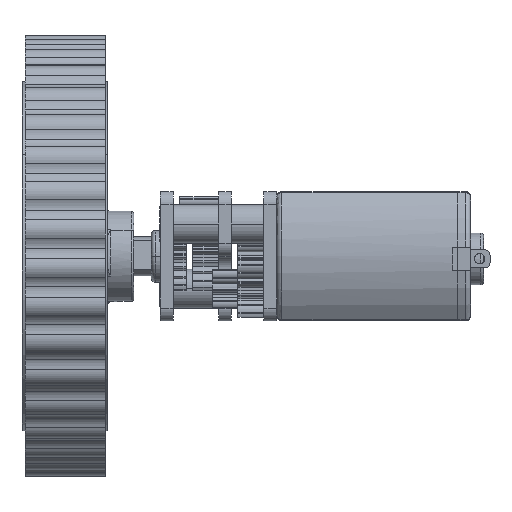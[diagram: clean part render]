
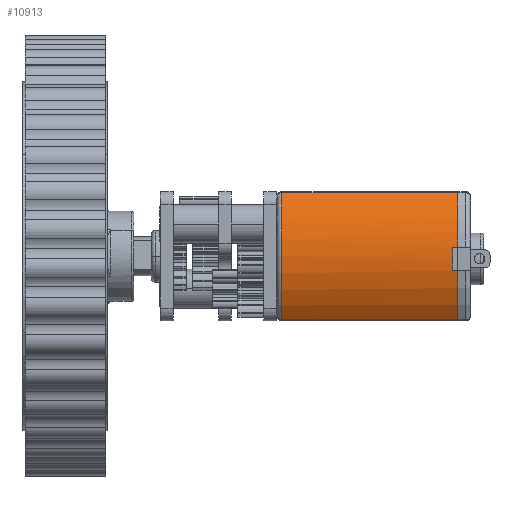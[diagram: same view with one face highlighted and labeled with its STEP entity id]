
A CAD part, front view. The second image highlights one B-rep face of the part: STEP entity #10913.
In plain terms, the highlighted cylindrical face has radius 8.06 mm (diameter 16.12 mm), a partial arc.
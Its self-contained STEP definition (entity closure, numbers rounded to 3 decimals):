
#302 = CIRCLE ( 'NONE', #16662, 8.06 ) ;
#793 = ORIENTED_EDGE ( 'NONE', *, *, #3770, .T. ) ;
#868 = DIRECTION ( 'NONE',  ( -1., 0., 0. ) ) ;
#1358 = EDGE_CURVE ( 'NONE', #10879, #5033, #11880, .T. ) ;
#3184 = VECTOR ( 'NONE', #15001, 1000. ) ;
#3348 = CYLINDRICAL_SURFACE ( 'NONE', #18397, 8.06 ) ;
#3380 = LINE ( 'NONE', #20842, #5069 ) ;
#3769 = DIRECTION ( 'NONE',  ( 0., 0., -1. ) ) ;
#3770 = EDGE_CURVE ( 'NONE', #17524, #16319, #22777, .T. ) ;
#3796 = CARTESIAN_POINT ( 'NONE',  ( 10.589, 2.15, -0.048 ) ) ;
#4209 = CARTESIAN_POINT ( 'NONE',  ( 10.189, 2.15, -0.048 ) ) ;
#4386 = EDGE_CURVE ( 'NONE', #9396, #22708, #23207, .T. ) ;
#4405 = CARTESIAN_POINT ( 'NONE',  ( -3.011, -4.232, 4.874 ) ) ;
#4506 = CARTESIAN_POINT ( 'NONE',  ( -3.011, -4.232, -4.97 ) ) ;
#5033 = VERTEX_POINT ( 'NONE', #6809 ) ;
#5069 = VECTOR ( 'NONE', #23183, 1000. ) ;
#5416 = AXIS2_PLACEMENT_3D ( 'NONE', #3796, #23590, #6134 ) ;
#5545 = VERTEX_POINT ( 'NONE', #19710 ) ;
#5618 = ORIENTED_EDGE ( 'NONE', *, *, #1358, .F. ) ;
#6133 = LINE ( 'NONE', #12886, #17581 ) ;
#6134 = DIRECTION ( 'NONE',  ( 0., 0., 1. ) ) ;
#6186 = EDGE_CURVE ( 'NONE', #5545, #8566, #302, .T. ) ;
#6271 = DIRECTION ( 'NONE',  ( -1., 0., 0. ) ) ;
#6809 = CARTESIAN_POINT ( 'NONE',  ( 10.189, -5.834, -1.149 ) ) ;
#6831 = CARTESIAN_POINT ( 'NONE',  ( 10.589, -5.834, -1.149 ) ) ;
#7125 = ORIENTED_EDGE ( 'NONE', *, *, #25377, .T. ) ;
#7742 = DIRECTION ( 'NONE',  ( 0., 0., 1. ) ) ;
#8566 = VERTEX_POINT ( 'NONE', #29038 ) ;
#9396 = VERTEX_POINT ( 'NONE', #11307 ) ;
#9733 = LINE ( 'NONE', #21484, #3184 ) ;
#9804 = EDGE_LOOP ( 'NONE', ( #24311, #15571, #5618, #24607, #28799, #7125, #793, #10641 ) ) ;
#10046 = DIRECTION ( 'NONE',  ( 0., 0., 1. ) ) ;
#10641 = ORIENTED_EDGE ( 'NONE', *, *, #21147, .T. ) ;
#10879 = VERTEX_POINT ( 'NONE', #20961 ) ;
#10913 = ADVANCED_FACE ( 'NONE', ( #23014 ), #3348, .T. ) ;
#11307 = CARTESIAN_POINT ( 'NONE',  ( 10.589, -4.232, -4.97 ) ) ;
#11474 = VECTOR ( 'NONE', #6271, 1000. ) ;
#11880 = CIRCLE ( 'NONE', #19874, 8.06 ) ;
#12274 = CARTESIAN_POINT ( 'NONE',  ( 10.589, 2.15, -0.048 ) ) ;
#12886 = CARTESIAN_POINT ( 'NONE',  ( 11.59, -5.879, 0.651 ) ) ;
#15001 = DIRECTION ( 'NONE',  ( -1., 0., 0. ) ) ;
#15571 = ORIENTED_EDGE ( 'NONE', *, *, #18140, .T. ) ;
#16319 = VERTEX_POINT ( 'NONE', #4506 ) ;
#16662 = AXIS2_PLACEMENT_3D ( 'NONE', #12274, #21216, #10046 ) ;
#17518 = CARTESIAN_POINT ( 'NONE',  ( -3.011, 2.15, -0.048 ) ) ;
#17524 = VERTEX_POINT ( 'NONE', #4405 ) ;
#17581 = VECTOR ( 'NONE', #19645, 1000. ) ;
#18140 = EDGE_CURVE ( 'NONE', #22708, #5033, #9733, .T. ) ;
#18397 = AXIS2_PLACEMENT_3D ( 'NONE', #27845, #868, #7742 ) ;
#19645 = DIRECTION ( 'NONE',  ( 1., 0., 0. ) ) ;
#19710 = CARTESIAN_POINT ( 'NONE',  ( 10.589, -5.879, 0.651 ) ) ;
#19736 = DIRECTION ( 'NONE',  ( 1., 0., 0. ) ) ;
#19874 = AXIS2_PLACEMENT_3D ( 'NONE', #4209, #24439, #3769 ) ;
#20842 = CARTESIAN_POINT ( 'NONE',  ( 11.59, -4.232, -4.97 ) ) ;
#20961 = CARTESIAN_POINT ( 'NONE',  ( 10.189, -5.879, 0.651 ) ) ;
#21147 = EDGE_CURVE ( 'NONE', #16319, #9396, #3380, .T. ) ;
#21216 = DIRECTION ( 'NONE',  ( -1., 0., 0. ) ) ;
#21484 = CARTESIAN_POINT ( 'NONE',  ( 11.59, -5.834, -1.149 ) ) ;
#22260 = CARTESIAN_POINT ( 'NONE',  ( 11.59, -4.232, 4.874 ) ) ;
#22708 = VERTEX_POINT ( 'NONE', #6831 ) ;
#22777 = CIRCLE ( 'NONE', #26540, 8.06 ) ;
#23014 = FACE_OUTER_BOUND ( 'NONE', #9804, .T. ) ;
#23183 = DIRECTION ( 'NONE',  ( 1., 0., 0. ) ) ;
#23207 = CIRCLE ( 'NONE', #5416, 8.06 ) ;
#23590 = DIRECTION ( 'NONE',  ( -1., 0., 0. ) ) ;
#24311 = ORIENTED_EDGE ( 'NONE', *, *, #4386, .T. ) ;
#24439 = DIRECTION ( 'NONE',  ( 1., 0., 0. ) ) ;
#24562 = DIRECTION ( 'NONE',  ( 0., 0., -1. ) ) ;
#24607 = ORIENTED_EDGE ( 'NONE', *, *, #25447, .T. ) ;
#25377 = EDGE_CURVE ( 'NONE', #8566, #17524, #28725, .T. ) ;
#25447 = EDGE_CURVE ( 'NONE', #10879, #5545, #6133, .T. ) ;
#26540 = AXIS2_PLACEMENT_3D ( 'NONE', #17518, #19736, #24562 ) ;
#27845 = CARTESIAN_POINT ( 'NONE',  ( 11.59, 2.15, -0.048 ) ) ;
#28725 = LINE ( 'NONE', #22260, #11474 ) ;
#28799 = ORIENTED_EDGE ( 'NONE', *, *, #6186, .T. ) ;
#29038 = CARTESIAN_POINT ( 'NONE',  ( 10.589, -4.232, 4.874 ) ) ;
